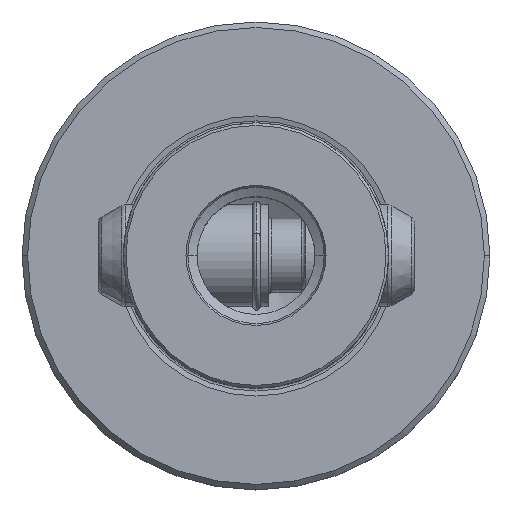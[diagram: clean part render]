
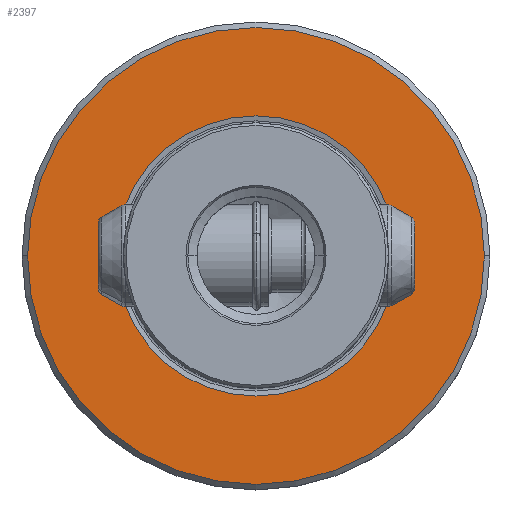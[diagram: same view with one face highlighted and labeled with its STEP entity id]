
A CAD part, top view. The second image highlights one B-rep face of the part: STEP entity #2397.
In plain terms, the highlighted planar face has unit normal (0, 0, 1).
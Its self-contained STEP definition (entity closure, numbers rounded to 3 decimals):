
#2397=ADVANCED_FACE('NONE',(#6155,#6156),#6157,.T.);
#2545=VERTEX_POINT('NONE',#6318);
#2577=EDGE_CURVE('NONE',#2545,#3289,#6352,.F.);
#3067=EDGE_CURVE('NONE',#5243,#5131,#6884,.T.);
#3289=VERTEX_POINT('NONE',#7120);
#4461=EDGE_CURVE('NONE',#3289,#2545,#8429,.T.);
#5131=VERTEX_POINT('NONE',#9170);
#5243=VERTEX_POINT('NONE',#9299);
#5377=EDGE_CURVE('NONE',#5131,#5243,#9452,.T.);
#6155=FACE_OUTER_BOUND('',#12762,.T.);
#6156=FACE_BOUND('',#12763,.T.);
#6157=PLANE('',#12764);
#6318=CARTESIAN_POINT('',(-19.012,0.,0.0));
#6352=CIRCLE('',#13809,19.012);
#6884=CIRCLE('',#21983,31.0);
#7120=CARTESIAN_POINT('',(19.012,0.,0.0));
#8429=CIRCLE('',#45082,19.012);
#9170=CARTESIAN_POINT('',(31.0,0.,0.0));
#9299=CARTESIAN_POINT('',(-31.0,0.,0.0));
#9452=CIRCLE('',#63631,31.0);
#12762=EDGE_LOOP('',(#65553,#65554));
#12763=EDGE_LOOP('',(#65555,#65556));
#12764=AXIS2_PLACEMENT_3D('',#65557,#65558,#65559);
#13809=AXIS2_PLACEMENT_3D('',#65739,#65740,#65741);
#21983=AXIS2_PLACEMENT_3D('',#66290,#66291,#66292);
#45082=AXIS2_PLACEMENT_3D('',#68094,#68095,#68096);
#63631=AXIS2_PLACEMENT_3D('',#69377,#69378,#69379);
#65553=ORIENTED_EDGE('',*,*,#3067,.F.);
#65554=ORIENTED_EDGE('',*,*,#5377,.F.);
#65555=ORIENTED_EDGE('',*,*,#4461,.F.);
#65556=ORIENTED_EDGE('',*,*,#2577,.F.);
#65557=CARTESIAN_POINT('',(-18.0,0.0,0.0));
#65558=DIRECTION('',(-0.0,0.0,1.0));
#65559=DIRECTION('',(0.0,1.0,0.0));
#65739=CARTESIAN_POINT('',(0.0,0.0,0.0));
#65740=DIRECTION('',(0.0,0.0,-1.0));
#65741=DIRECTION('',(1.0,0.,0.0));
#66290=CARTESIAN_POINT('',(0.0,0.0,0.0));
#66291=DIRECTION('',(0.0,0.0,-1.0));
#66292=DIRECTION('',(-1.0,0.,0.0));
#68094=CARTESIAN_POINT('',(0.0,0.0,0.0));
#68095=DIRECTION('',(-0.0,0.0,1.0));
#68096=DIRECTION('',(1.0,0.,0.0));
#69377=CARTESIAN_POINT('',(0.0,0.0,0.0));
#69378=DIRECTION('',(0.0,0.0,-1.0));
#69379=DIRECTION('',(-1.0,0.,0.0));
